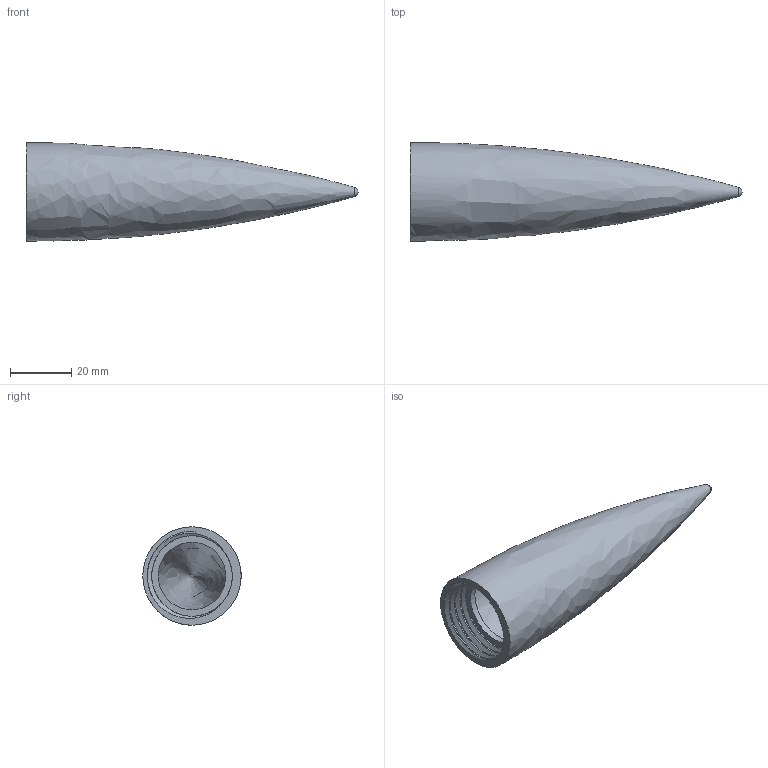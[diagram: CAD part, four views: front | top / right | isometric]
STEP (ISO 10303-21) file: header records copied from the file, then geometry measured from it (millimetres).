
FILE_DESCRIPTION(/* description */ (''),/* implementation_level */ '2;1');
FILE_NAME(/* name */ 'Ogive.step',/* time_stamp */ '2023-11-02T19:17:36+01:00',/* author */ (''),/* organization */ (''),/* preprocessor_version */ 'ST-DEVELOPER v20',/* originating_system */ 'Autodesk Translation Framework v12.14.0.127',/* authorisation */ '');
FILE_SCHEMA (('AUTOMOTIVE_DESIGN { 1 0 10303 214 3 1 1 }'));
Length unit declared in the file: metre
Products named in the file (1): Ogive
Bounding box: 107.99 x 32.01 x 32 mm (x, y, z)
Volume: 9909.9 mm3; surface area: 15866.7 mm2
Topology: 1 solids, 1 shells, 20 faces, 60 edges, 43 vertices
Faces by surface type: cylinder 9, plane 6, bspline 4, sphere 1
Full cylindrical faces by diameter (mm): 22 x1, 26.221 x2, 29.081 x2
Entity records: 2841 total; most frequent: CARTESIAN_POINT 2316, ORIENTED_EDGE 120, DIRECTION 71, EDGE_CURVE 60, VERTEX_POINT 43, B_SPLINE_CURVE_WITH_KNOTS 38, AXIS2_PLACEMENT_3D 32, EDGE_LOOP 25
